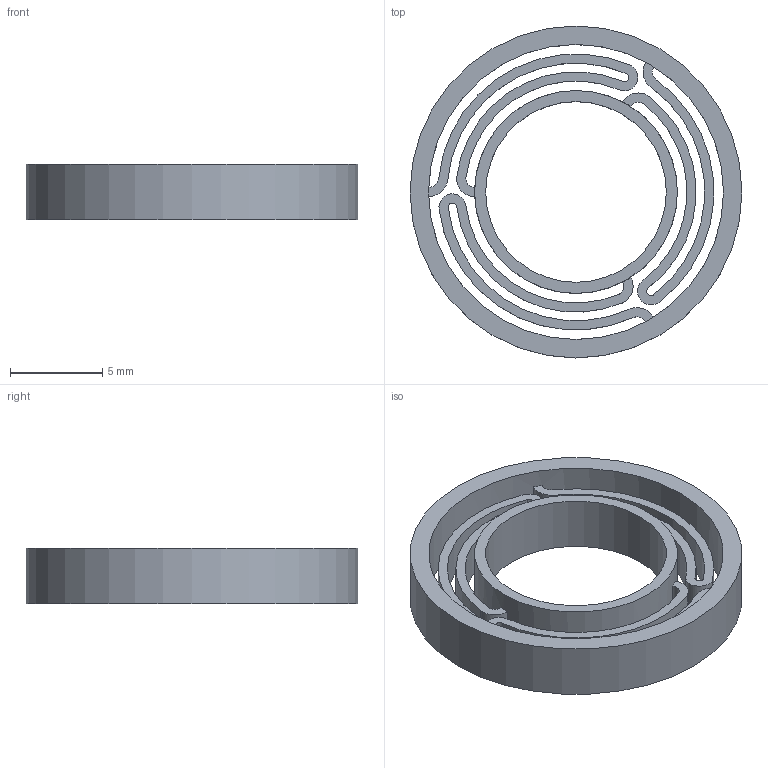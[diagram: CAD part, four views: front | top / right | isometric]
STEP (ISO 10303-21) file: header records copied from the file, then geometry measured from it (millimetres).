
FILE_DESCRIPTION(('HOOPS Exchange Step'),'2;1');
FILE_NAME('export-5C007AB5-93A8-4884-B694-560D6226D95B.stp','2022-12-13T20:51:48+18:00',('mulie'),('Alibre'),'HOOPS Exchange 2020.1','Alibre','Unknown authorisation');
FILE_SCHEMA( ('AP242_MANAGED_MODEL_BASED_3D_ENGINEERING_MIM_LF {1 0 10303 442 1 1 4 }') );
Length unit declared in the file: centimetre
Products named in the file (1): test mount4
Bounding box: 18 x 18 x 3 mm (x, y, z)
Volume: 306 mm3; surface area: 1091.4 mm2
Topology: 1 solids, 1 shells, 52 faces, 162 edges, 110 vertices
Faces by surface type: cylinder 40, plane 12
Full cylindrical faces by diameter (mm): 9.8 x1, 11 x1, 16 x1, 18 x1
Entity records: 1918 total; most frequent: DIRECTION 368, CARTESIAN_POINT 326, ORIENTED_EDGE 324, EDGE_CURVE 162, AXIS2_PLACEMENT_3D 152, VERTEX_POINT 110, CIRCLE 98, VECTOR 64
